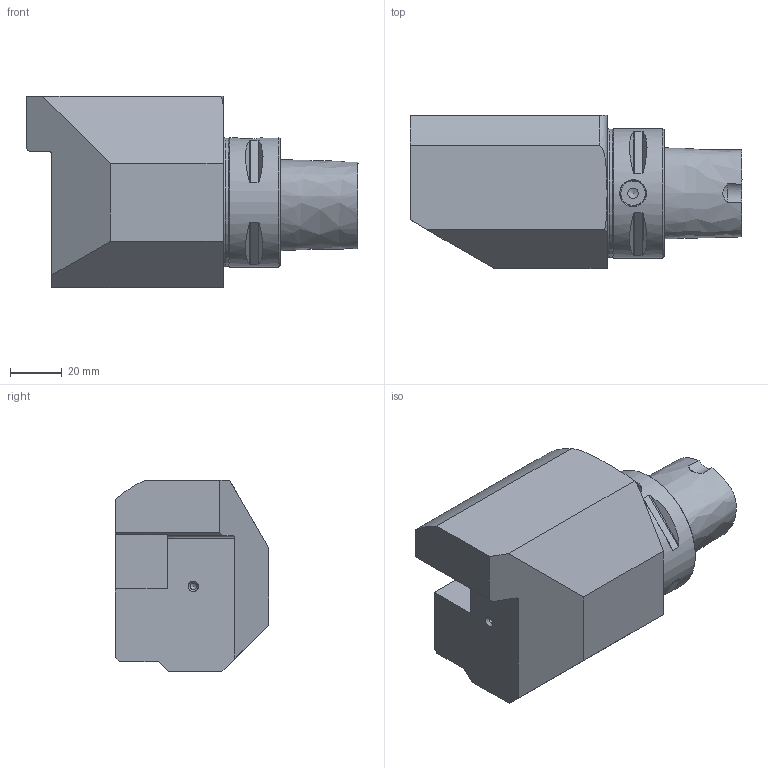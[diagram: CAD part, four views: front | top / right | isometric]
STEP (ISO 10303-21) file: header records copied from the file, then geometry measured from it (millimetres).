
FILE_DESCRIPTION(/* description */ (''),/* implementation_level */ '2;1');
FILE_NAME(/* name */ 'AC5-ASHR-20-1.stp',/* time_stamp */ '2024-11-28T17:39:59+03:00',/* author */ (''),/* organization */ (''),/* preprocessor_version */ 'ST-DEVELOPER v19.4',/* originating_system */ 'SIEMENS PLM Software NX2306.5001',/* authorisation */ '');
FILE_SCHEMA (('AUTOMOTIVE_DESIGN { 1 0 10303 214 3 1 1 1 }'));
Length unit declared in the file: millimetre
Products named in the file (1): AC5-ASHR-20-1-LIGHT_objects
Bounding box: 128 x 59 x 74 mm (x, y, z)
Volume: 301847.5 mm3; surface area: 33453.7 mm2
Topology: 1 solids, 1 shells, 66 faces, 165 edges, 108 vertices
Faces by surface type: plane 36, cylinder 18, cone 6, torus 4, bspline 2
Full cylindrical faces by diameter (mm): 2.5 x1, 4 x1, 10 x1, 49.4 x1, 50 x1
Entity records: 2512 total; most frequent: CARTESIAN_POINT 1033, ORIENTED_EDGE 284, DIRECTION 276, EDGE_CURVE 142, VERTEX_POINT 102, AXIS2_PLACEMENT_3D 98, EDGE_LOOP 88, LINE 80
